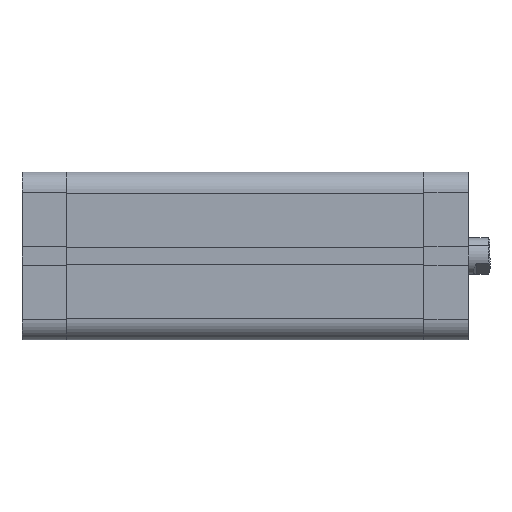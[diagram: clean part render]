
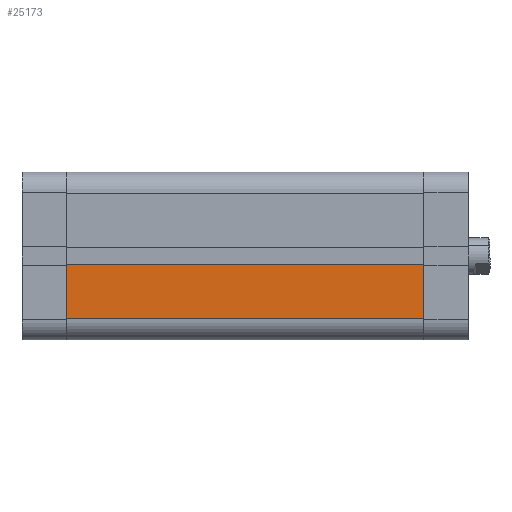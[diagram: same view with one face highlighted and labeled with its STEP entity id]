
A CAD part, front view. The second image highlights one B-rep face of the part: STEP entity #25173.
In plain terms, the highlighted planar face has unit normal (0, -1, 0).
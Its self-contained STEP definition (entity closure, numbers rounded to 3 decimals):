
#1339 = CARTESIAN_POINT ( 'NONE',  ( 116.001, -27.25, -2.8 ) ) ;
#2265 = CARTESIAN_POINT ( 'NONE',  ( 0., -27.25, -20.45 ) ) ;
#4099 = DIRECTION ( 'NONE',  ( 0., 0., -1. ) ) ;
#4420 = VECTOR ( 'NONE', #14469, 1000. ) ;
#5841 = VERTEX_POINT ( 'NONE', #14707 ) ;
#6057 = VECTOR ( 'NONE', #4099, 1000. ) ;
#6074 = LINE ( 'NONE', #1339, #10834 ) ;
#6132 = ORIENTED_EDGE ( 'NONE', *, *, #19388, .T. ) ;
#7261 = VECTOR ( 'NONE', #29866, 1000. ) ;
#7690 = ORIENTED_EDGE ( 'NONE', *, *, #22011, .F. ) ;
#7703 = EDGE_LOOP ( 'NONE', ( #6132, #28147, #23621, #7690 ) ) ;
#8189 = CARTESIAN_POINT ( 'NONE',  ( 116., -27.25, -27.25 ) ) ;
#8678 = CARTESIAN_POINT ( 'NONE',  ( 0., -27.25, -27.25 ) ) ;
#9368 = EDGE_CURVE ( 'NONE', #11959, #20256, #20647, .T. ) ;
#10401 = DIRECTION ( 'NONE',  ( 0., 1., 0. ) ) ;
#10834 = VECTOR ( 'NONE', #27797, 1000. ) ;
#11959 = VERTEX_POINT ( 'NONE', #18447 ) ;
#12227 = VERTEX_POINT ( 'NONE', #17636 ) ;
#14469 = DIRECTION ( 'NONE',  ( 0., 0., -1. ) ) ;
#14707 = CARTESIAN_POINT ( 'NONE',  ( 116., -27.25, -2.8 ) ) ;
#15600 = PLANE ( 'NONE',  #22085 ) ;
#15930 = EDGE_CURVE ( 'NONE', #20256, #12227, #22653, .T. ) ;
#17636 = CARTESIAN_POINT ( 'NONE',  ( 116., -27.25, -20.45 ) ) ;
#18447 = CARTESIAN_POINT ( 'NONE',  ( 0., -27.25, -2.8 ) ) ;
#19330 = CARTESIAN_POINT ( 'NONE',  ( 116., -27.25, -27.25 ) ) ;
#19388 = EDGE_CURVE ( 'NONE', #5841, #11959, #6074, .T. ) ;
#20256 = VERTEX_POINT ( 'NONE', #2265 ) ;
#20647 = LINE ( 'NONE', #8678, #6057 ) ;
#22011 = EDGE_CURVE ( 'NONE', #5841, #12227, #26112, .T. ) ;
#22057 = DIRECTION ( 'NONE',  ( 0., 0., 1. ) ) ;
#22085 = AXIS2_PLACEMENT_3D ( 'NONE', #8189, #10401, #22057 ) ;
#22653 = LINE ( 'NONE', #22800, #7261 ) ;
#22800 = CARTESIAN_POINT ( 'NONE',  ( 116., -27.25, -20.45 ) ) ;
#23621 = ORIENTED_EDGE ( 'NONE', *, *, #15930, .T. ) ;
#25173 = ADVANCED_FACE ( 'NONE', ( #27553 ), #15600, .F. ) ;
#26112 = LINE ( 'NONE', #19330, #4420 ) ;
#27553 = FACE_OUTER_BOUND ( 'NONE', #7703, .T. ) ;
#27797 = DIRECTION ( 'NONE',  ( -1., 0., 0. ) ) ;
#28147 = ORIENTED_EDGE ( 'NONE', *, *, #9368, .T. ) ;
#29866 = DIRECTION ( 'NONE',  ( 1., 0., 0. ) ) ;
